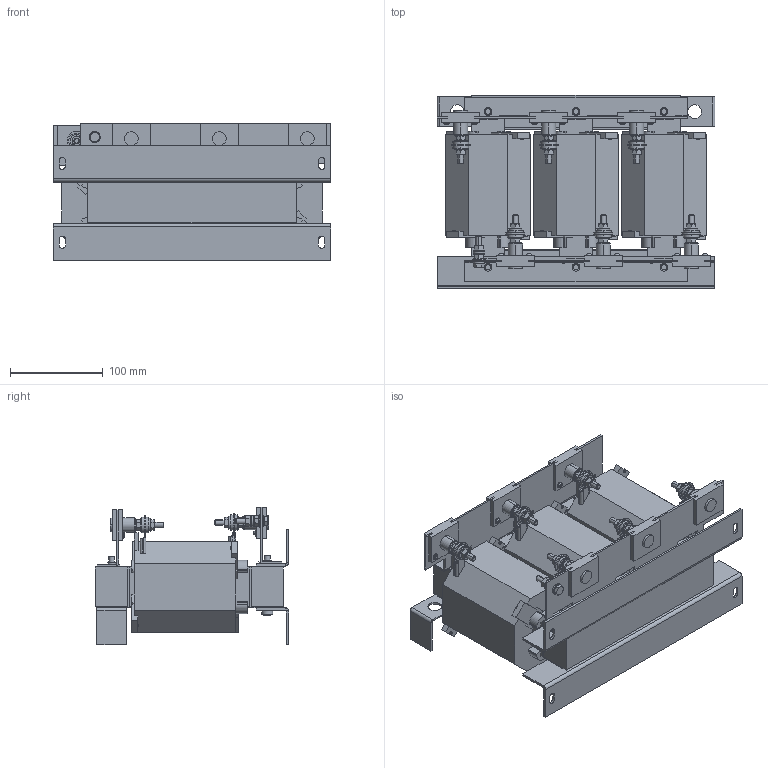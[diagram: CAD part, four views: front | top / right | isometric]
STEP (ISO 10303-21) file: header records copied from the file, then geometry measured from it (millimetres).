
FILE_DESCRIPTION (( 'STEP AP214' ), '1' );
FILE_NAME ('190937.STEP', '2020-05-29T01:10:29', ( '' ), ( '' ), 'SwSTEP 2.0', 'SolidWorks 2018', '' );
FILE_SCHEMA (( 'AUTOMOTIVE_DESIGN' ));
Length unit declared in the file: millimetre
Products named in the file (1): 190937
Bounding box: 300 x 208.5 x 148.5 mm (x, y, z)
Volume: 3765517.1 mm3; surface area: 430462.4 mm2
Topology: 1 solids, 1 shells, 1651 faces, 4196 edges, 2624 vertices
Faces by surface type: plane 980, cylinder 345, cone 160, bspline 138, torus 16, sphere 12
Entity records: 54824 total; most frequent: CARTESIAN_POINT 15787, ORIENTED_EDGE 8392, DIRECTION 7676, EDGE_CURVE 4196, VECTOR 2658, LINE 2658, VERTEX_POINT 2624, AXIS2_PLACEMENT_3D 2509
